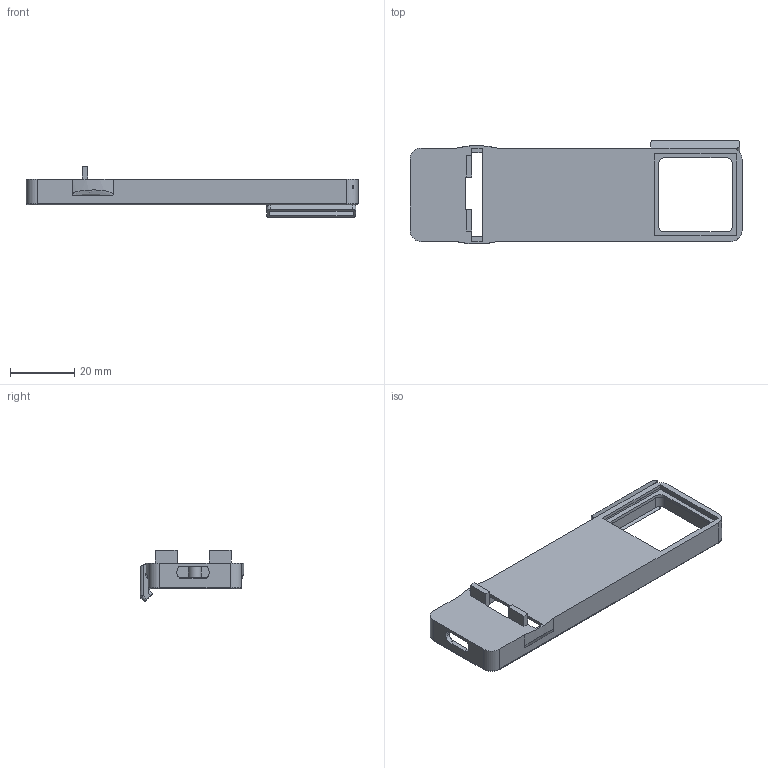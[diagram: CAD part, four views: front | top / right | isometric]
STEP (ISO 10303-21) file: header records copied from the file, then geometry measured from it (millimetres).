
FILE_DESCRIPTION(/* description */ (''),/* implementation_level */ '2;1');
FILE_NAME(/* name */ '',/* time_stamp */ '2023-10-07T22:04:22+08:00',/* author */ (''),/* organization */ (''),/* preprocessor_version */ 'ST-DEVELOPER v20',/* originating_system */ 'Autodesk Translation Framework v12.9.0.99',/* authorisation */ '');
FILE_SCHEMA (('AUTOMOTIVE_DESIGN { 1 0 10303 214 3 1 1 }'));
Length unit declared in the file: millimetre
Products named in the file (1): Fusion 零部件
Bounding box: 103 x 32.23 x 15.94 mm (x, y, z)
Volume: 6005.5 mm3; surface area: 9718.6 mm2
Topology: 1 solids, 1 shells, 146 faces, 402 edges, 262 vertices
Faces by surface type: plane 94, cylinder 44, torus 4, bspline 2, sphere 2
Full cylindrical faces by diameter (mm): 1.6 x3
Entity records: 4896 total; most frequent: CARTESIAN_POINT 1051, ORIENTED_EDGE 804, DIRECTION 781, EDGE_CURVE 402, LINE 301, VECTOR 301, VERTEX_POINT 262, AXIS2_PLACEMENT_3D 240
